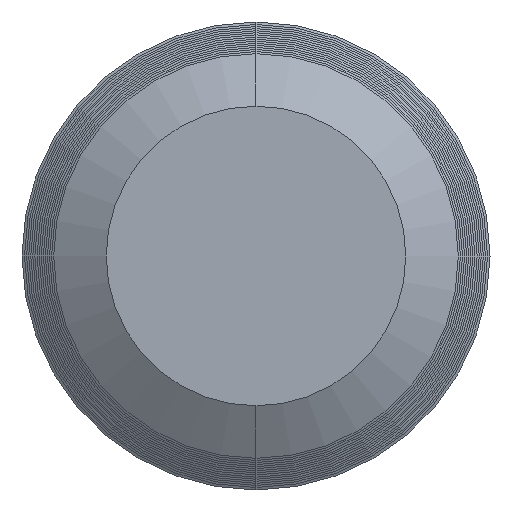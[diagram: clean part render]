
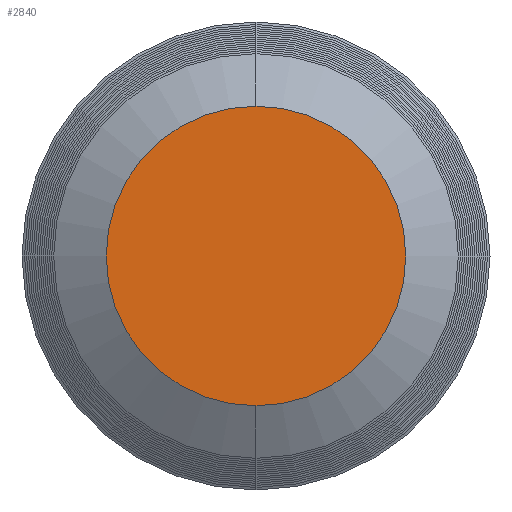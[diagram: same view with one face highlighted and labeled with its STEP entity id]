
A CAD part, left-side view. The second image highlights one B-rep face of the part: STEP entity #2840.
In plain terms, the highlighted planar face has unit normal (-1, 0, 0).
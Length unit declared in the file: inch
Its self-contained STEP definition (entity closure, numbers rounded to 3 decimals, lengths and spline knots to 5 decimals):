
#140 = CARTESIAN_POINT ( 'NONE',  ( -0.975, 0., 0. ) ) ;
#144 = DIRECTION ( 'NONE',  ( 1., 0., 0. ) ) ;
#273 = AXIS2_PLACEMENT_3D ( 'NONE', #1437, #2467, #941 ) ;
#345 = ORIENTED_EDGE ( 'NONE', *, *, #1017, .F. ) ;
#415 = AXIS2_PLACEMENT_3D ( 'NONE', #140, #674, #1927 ) ;
#674 = DIRECTION ( 'NONE',  ( 1., 0., 0. ) ) ;
#709 = PLANE ( 'NONE',  #273 ) ;
#861 = AXIS2_PLACEMENT_3D ( 'NONE', #2614, #144, #2859 ) ;
#941 = DIRECTION ( 'NONE',  ( 0., 0., -1. ) ) ;
#973 = CIRCLE ( 'NONE', #861, 0.15993 ) ;
#1017 = EDGE_CURVE ( 'NONE', #2789, #3004, #973, .T. ) ;
#1357 = EDGE_CURVE ( 'NONE', #3004, #2789, #2926, .T. ) ;
#1371 = EDGE_LOOP ( 'NONE', ( #345, #2535 ) ) ;
#1437 = CARTESIAN_POINT ( 'NONE',  ( -0.975, 0., 0. ) ) ;
#1626 = CARTESIAN_POINT ( 'NONE',  ( -0.975, 0., -0.15993 ) ) ;
#1927 = DIRECTION ( 'NONE',  ( 0., 0., -1. ) ) ;
#2273 = CARTESIAN_POINT ( 'NONE',  ( -0.975, 0., 0.15993 ) ) ;
#2467 = DIRECTION ( 'NONE',  ( 1., 0., 0. ) ) ;
#2535 = ORIENTED_EDGE ( 'NONE', *, *, #1357, .F. ) ;
#2614 = CARTESIAN_POINT ( 'NONE',  ( -0.975, 0., 0. ) ) ;
#2789 = VERTEX_POINT ( 'NONE', #1626 ) ;
#2840 = ADVANCED_FACE ( 'NONE', ( #2991 ), #709, .F. ) ;
#2859 = DIRECTION ( 'NONE',  ( 0., 0., -1. ) ) ;
#2926 = CIRCLE ( 'NONE', #415, 0.15993 ) ;
#2991 = FACE_OUTER_BOUND ( 'NONE', #1371, .T. ) ;
#3004 = VERTEX_POINT ( 'NONE', #2273 ) ;
